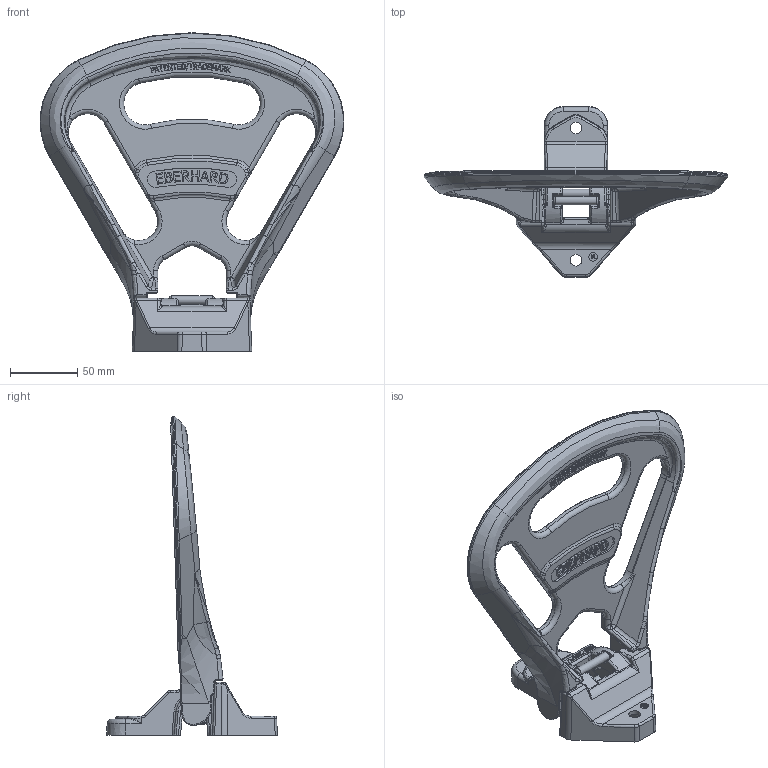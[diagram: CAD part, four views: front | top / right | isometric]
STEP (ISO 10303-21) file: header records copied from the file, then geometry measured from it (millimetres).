
FILE_DESCRIPTION(/* description */ (''),/* implementation_level */ '2;1');
FILE_NAME(/* name */ '606009.stp',/* time_stamp */ '2018-03-19T13:33:19-04:00',/* author */ ('fredp'),/* organization */ ('Eberhard Manufacturing Company'),/* preprocessor_version */ 'ST-DEVELOPER v16.5',/* originating_system */ 'Autodesk Inventor 2017',/* authorisation */ '');
FILE_SCHEMA (('AUTOMOTIVE_DESIGN { 1 0 10303 214 3 1 1 }'));
Products named in the file (1): 606009
Bounding box: 226.14 x 127 x 237.06 mm (x, y, z)
Volume: 323219.6 mm3; surface area: 103467.6 mm2
Topology: 2 solids, 2 shells, 1845 faces, 4716 edges, 2906 vertices
Faces by surface type: plane 775, bspline 503, cylinder 361, torus 164, cone 30, sphere 12
Full cylindrical faces by diameter (mm): 6.35 x3, 8.636 x2, 15.875 x2
Entity records: 64499 total; most frequent: CARTESIAN_POINT 22272, ORIENTED_EDGE 9302, DIRECTION 7859, EDGE_CURVE 4645, VERTEX_POINT 2904, AXIS2_PLACEMENT_3D 2641, LINE 2577, VECTOR 2577
